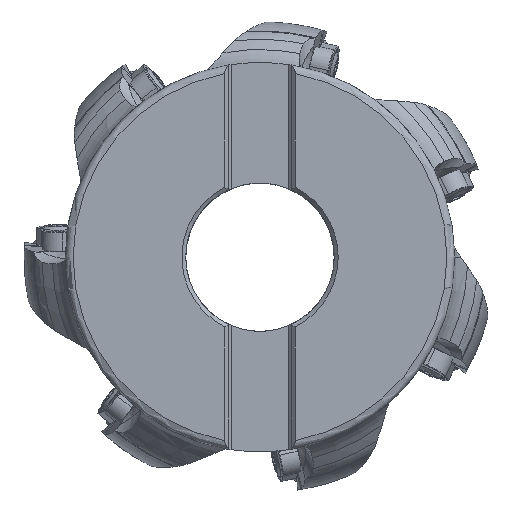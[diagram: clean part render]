
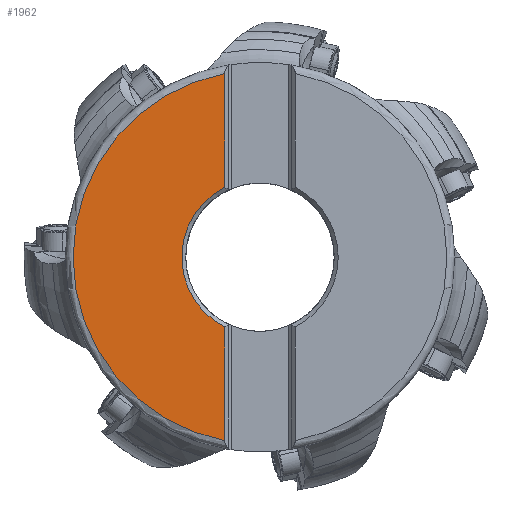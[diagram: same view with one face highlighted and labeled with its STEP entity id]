
A CAD part, top view. The second image highlights one B-rep face of the part: STEP entity #1962.
In plain terms, the highlighted planar face has unit normal (0, 0, 1).
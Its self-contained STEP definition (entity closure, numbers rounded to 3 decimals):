
#1493=PLANE('',#28540);
#1962=ADVANCED_FACE('',(#3703),#1493,.T.);
#3703=FACE_OUTER_BOUND('',#5143,.T.);
#5143=EDGE_LOOP('',(#11888,#11889,#11890,#11891));
#6786=CIRCLE('',#28536,20.085);
#6787=CIRCLE('',#28539,48.);
#8518=LINE('',#43252,#9976);
#8519=LINE('',#43254,#9977);
#9976=VECTOR('',#32334,1.);
#9977=VECTOR('',#32337,1.);
#11888=ORIENTED_EDGE('',*,*,#22714,.F.);
#11889=ORIENTED_EDGE('',*,*,#22715,.F.);
#11890=ORIENTED_EDGE('',*,*,#22713,.F.);
#11891=ORIENTED_EDGE('',*,*,#22710,.F.);
#19896=VERTEX_POINT('',#43230);
#19897=VERTEX_POINT('',#43232);
#19898=VERTEX_POINT('',#43251);
#19899=VERTEX_POINT('',#43255);
#22710=EDGE_CURVE('',#19896,#19897,#6786,.T.);
#22713=EDGE_CURVE('',#19897,#19898,#8518,.T.);
#22714=EDGE_CURVE('',#19899,#19896,#8519,.T.);
#22715=EDGE_CURVE('',#19898,#19899,#6787,.T.);
#28536=AXIS2_PLACEMENT_3D('',#43231,#32330,#32331);
#28539=AXIS2_PLACEMENT_3D('',#43256,#32338,#32339);
#28540=AXIS2_PLACEMENT_3D('',#43257,#32340,#32341);
#32330=DIRECTION('',(0.,0.,1.));
#32331=DIRECTION('',(-0.452,0.892,0.));
#32334=DIRECTION('',(0.,-1.,0.));
#32337=DIRECTION('',(0.,-1.,0.));
#32338=DIRECTION('',(0.,0.,-1.));
#32339=DIRECTION('',(-0.189,-0.982,0.));
#32340=DIRECTION('',(0.,0.,1.));
#32341=DIRECTION('',(1.,0.,0.));
#43230=CARTESIAN_POINT('',(-9.075,17.918,0.));
#43231=CARTESIAN_POINT('',(0.,0.,0.));
#43232=CARTESIAN_POINT('',(-9.075,-17.918,0.));
#43251=CARTESIAN_POINT('',(-9.075,-47.134,0.));
#43252=CARTESIAN_POINT('',(-9.075,-17.918,0.));
#43254=CARTESIAN_POINT('',(-9.075,47.134,0.));
#43255=CARTESIAN_POINT('',(-9.075,47.134,0.));
#43256=CARTESIAN_POINT('',(0.,0.,0.));
#43257=CARTESIAN_POINT('',(-28.537,0.,0.));
